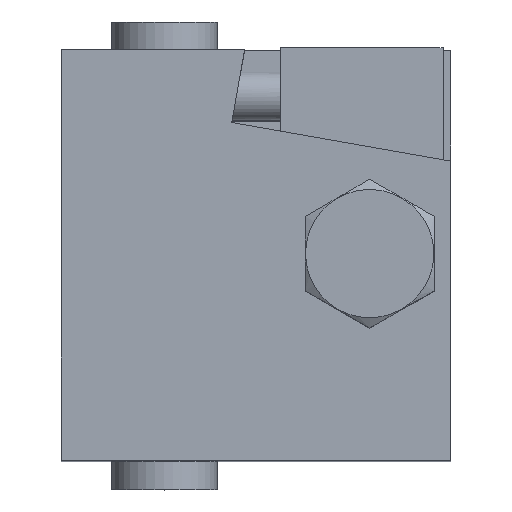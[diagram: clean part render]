
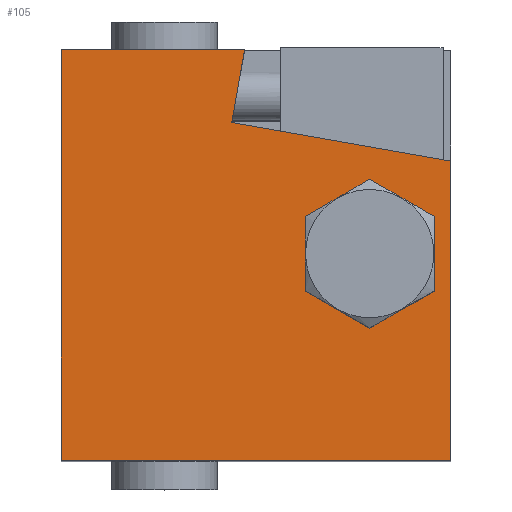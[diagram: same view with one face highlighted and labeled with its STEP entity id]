
A CAD part, top view. The second image highlights one B-rep face of the part: STEP entity #105.
In plain terms, the highlighted planar face has unit normal (0, 0, 1).
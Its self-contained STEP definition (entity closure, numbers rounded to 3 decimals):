
#105=ADVANCED_FACE('',(#218,#219),#155,.F.);
#155=PLANE('',#902);
#218=FACE_BOUND('',#258,.T.);
#219=FACE_BOUND('',#259,.T.);
#258=EDGE_LOOP('',(#346,#347,#348,#349,#350,#351));
#259=EDGE_LOOP('',(#352,#353,#354,#355,#356,#357));
#346=ORIENTED_EDGE('',*,*,#649,.T.);
#347=ORIENTED_EDGE('',*,*,#650,.T.);
#348=ORIENTED_EDGE('',*,*,#651,.T.);
#349=ORIENTED_EDGE('',*,*,#652,.T.);
#350=ORIENTED_EDGE('',*,*,#653,.T.);
#351=ORIENTED_EDGE('',*,*,#654,.T.);
#352=ORIENTED_EDGE('',*,*,#655,.T.);
#353=ORIENTED_EDGE('',*,*,#644,.T.);
#354=ORIENTED_EDGE('',*,*,#638,.F.);
#355=ORIENTED_EDGE('',*,*,#656,.F.);
#356=ORIENTED_EDGE('',*,*,#629,.F.);
#357=ORIENTED_EDGE('',*,*,#647,.F.);
#549=VERTEX_POINT('',#1213);
#550=VERTEX_POINT('',#1215);
#553=VERTEX_POINT('',#1222);
#558=VERTEX_POINT('',#1232);
#563=VERTEX_POINT('',#1243);
#565=VERTEX_POINT('',#1250);
#566=VERTEX_POINT('',#1255);
#567=VERTEX_POINT('',#1256);
#568=VERTEX_POINT('',#1258);
#569=VERTEX_POINT('',#1260);
#570=VERTEX_POINT('',#1262);
#571=VERTEX_POINT('',#1264);
#629=EDGE_CURVE('',#549,#550,#742,.T.);
#638=EDGE_CURVE('',#558,#553,#749,.T.);
#644=EDGE_CURVE('',#563,#553,#752,.T.);
#647=EDGE_CURVE('',#565,#549,#755,.T.);
#649=EDGE_CURVE('',#566,#567,#757,.T.);
#650=EDGE_CURVE('',#567,#568,#758,.T.);
#651=EDGE_CURVE('',#568,#569,#759,.T.);
#652=EDGE_CURVE('',#569,#570,#760,.T.);
#653=EDGE_CURVE('',#570,#571,#761,.T.);
#654=EDGE_CURVE('',#571,#566,#762,.T.);
#655=EDGE_CURVE('',#565,#563,#763,.T.);
#656=EDGE_CURVE('',#550,#558,#764,.T.);
#742=LINE('',#1214,#818);
#749=LINE('',#1233,#825);
#752=LINE('',#1245,#828);
#755=LINE('',#1251,#831);
#757=LINE('',#1254,#833);
#758=LINE('',#1257,#834);
#759=LINE('',#1259,#835);
#760=LINE('',#1261,#836);
#761=LINE('',#1263,#837);
#762=LINE('',#1265,#838);
#763=LINE('',#1266,#839);
#764=LINE('',#1267,#840);
#818=VECTOR('',#976,1.);
#825=VECTOR('',#989,1.);
#828=VECTOR('',#1000,1.);
#831=VECTOR('',#1005,1.);
#833=VECTOR('',#1009,1.);
#834=VECTOR('',#1010,1.);
#835=VECTOR('',#1011,1.);
#836=VECTOR('',#1012,1.);
#837=VECTOR('',#1013,1.);
#838=VECTOR('',#1014,1.);
#839=VECTOR('',#1015,1.);
#840=VECTOR('',#1016,1.);
#902=AXIS2_PLACEMENT_3D('',#1268,#1017,#1018);
#976=DIRECTION('',(-1.,0.,0.));
#989=DIRECTION('',(1.,0.,0.));
#1000=DIRECTION('',(0.174,0.985,0.));
#1005=DIRECTION('',(0.,-1.,0.));
#1009=DIRECTION('',(0.866,-0.5,0.));
#1010=DIRECTION('',(0.,-1.,0.));
#1011=DIRECTION('',(-0.866,-0.5,0.));
#1012=DIRECTION('',(-0.866,0.5,0.));
#1013=DIRECTION('',(0.,1.,0.));
#1014=DIRECTION('',(0.866,0.5,0.));
#1015=DIRECTION('',(-0.985,0.174,0.));
#1016=DIRECTION('',(0.,1.,0.));
#1017=DIRECTION('',(0.,0.,-1.));
#1018=DIRECTION('',(1.,0.,0.));
#1213=CARTESIAN_POINT('',(0.,0.,0.));
#1214=CARTESIAN_POINT('',(0.,0.,0.));
#1215=CARTESIAN_POINT('',(-48.,0.,0.));
#1222=CARTESIAN_POINT('',(-25.4,50.6,0.));
#1232=CARTESIAN_POINT('',(-48.,50.6,0.));
#1233=CARTESIAN_POINT('',(-48.,50.6,0.));
#1243=CARTESIAN_POINT('',(-26.989,41.59,0.));
#1245=CARTESIAN_POINT('',(-26.989,41.59,0.));
#1250=CARTESIAN_POINT('',(0.,36.831,0.));
#1251=CARTESIAN_POINT('',(0.,50.6,0.));
#1254=CARTESIAN_POINT('',(-10.,34.565,0.));
#1255=CARTESIAN_POINT('',(-10.,34.565,0.));
#1256=CARTESIAN_POINT('',(-2.062,29.983,0.));
#1257=CARTESIAN_POINT('',(-2.062,29.983,0.));
#1258=CARTESIAN_POINT('',(-2.062,20.817,0.));
#1259=CARTESIAN_POINT('',(-2.062,20.817,0.));
#1260=CARTESIAN_POINT('',(-10.,16.235,0.));
#1261=CARTESIAN_POINT('',(-10.,16.235,0.));
#1262=CARTESIAN_POINT('',(-17.938,20.817,0.));
#1263=CARTESIAN_POINT('',(-17.938,20.817,0.));
#1264=CARTESIAN_POINT('',(-17.938,29.983,0.));
#1265=CARTESIAN_POINT('',(-17.938,29.983,0.));
#1266=CARTESIAN_POINT('',(0.,36.831,0.));
#1267=CARTESIAN_POINT('',(-48.,0.,0.));
#1268=CARTESIAN_POINT('',(-48.,0.,0.));
